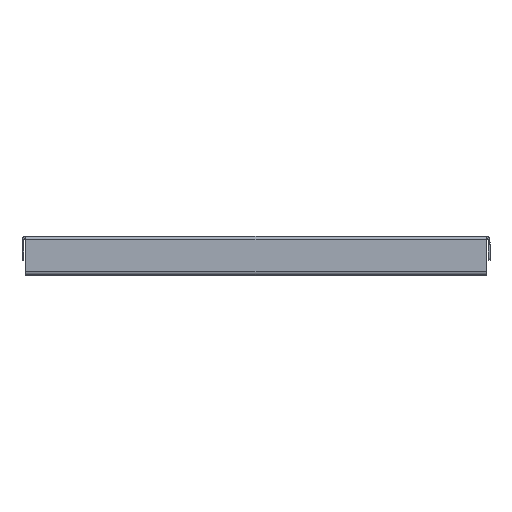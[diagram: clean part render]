
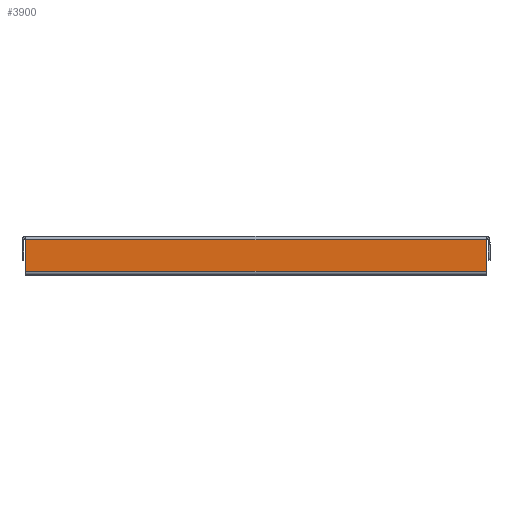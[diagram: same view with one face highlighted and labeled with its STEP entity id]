
A CAD part, top view. The second image highlights one B-rep face of the part: STEP entity #3900.
In plain terms, the highlighted planar face has unit normal (0, 0, 1).
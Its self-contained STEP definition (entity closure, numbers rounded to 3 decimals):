
#611 = LINE ( 'NONE', #2850, #5817 ) ;
#629 = CARTESIAN_POINT ( 'NONE',  ( 196., -30., 199. ) ) ;
#639 = DIRECTION ( 'NONE',  ( -1., 0., 0. ) ) ;
#856 = ORIENTED_EDGE ( 'NONE', *, *, #1855, .T. ) ;
#1023 = ORIENTED_EDGE ( 'NONE', *, *, #4223, .F. ) ;
#1763 = CARTESIAN_POINT ( 'NONE',  ( -196., -30., 199. ) ) ;
#1855 = EDGE_CURVE ( 'NONE', #1913, #2200, #4232, .T. ) ;
#1913 = VERTEX_POINT ( 'NONE', #5402 ) ;
#2005 = DIRECTION ( 'NONE',  ( -1., 0., 0. ) ) ;
#2127 = VECTOR ( 'NONE', #639, 1000. ) ;
#2200 = VERTEX_POINT ( 'NONE', #5314 ) ;
#2528 = VERTEX_POINT ( 'NONE', #1763 ) ;
#2783 = ORIENTED_EDGE ( 'NONE', *, *, #6828, .F. ) ;
#2850 = CARTESIAN_POINT ( 'NONE',  ( -196., -1.5, 199. ) ) ;
#3043 = FACE_OUTER_BOUND ( 'NONE', #4828, .T. ) ;
#3432 = CARTESIAN_POINT ( 'NONE',  ( 0., -3., 199. ) ) ;
#3479 = DIRECTION ( 'NONE',  ( 0., 0., 1. ) ) ;
#3507 = LINE ( 'NONE', #3907, #4440 ) ;
#3900 = ADVANCED_FACE ( 'NONE', ( #3043 ), #4595, .T. ) ;
#3907 = CARTESIAN_POINT ( 'NONE',  ( 196., -30., 199. ) ) ;
#4182 = CARTESIAN_POINT ( 'NONE',  ( -196., -30., 199. ) ) ;
#4223 = EDGE_CURVE ( 'NONE', #2528, #2200, #611, .T. ) ;
#4232 = LINE ( 'NONE', #3432, #2127 ) ;
#4440 = VECTOR ( 'NONE', #6714, 1000. ) ;
#4589 = VECTOR ( 'NONE', #2005, 1000. ) ;
#4595 = PLANE ( 'NONE',  #5596 ) ;
#4828 = EDGE_LOOP ( 'NONE', ( #6289, #856, #1023, #2783 ) ) ;
#5066 = DIRECTION ( 'NONE',  ( 0., 1., 0. ) ) ;
#5221 = CARTESIAN_POINT ( 'NONE',  ( 0., 0., 199. ) ) ;
#5314 = CARTESIAN_POINT ( 'NONE',  ( -196., -3., 199. ) ) ;
#5402 = CARTESIAN_POINT ( 'NONE',  ( 196., -3., 199. ) ) ;
#5596 = AXIS2_PLACEMENT_3D ( 'NONE', #5221, #3479, #6920 ) ;
#5772 = EDGE_CURVE ( 'NONE', #1913, #6724, #3507, .T. ) ;
#5817 = VECTOR ( 'NONE', #5066, 1000. ) ;
#5936 = LINE ( 'NONE', #4182, #4589 ) ;
#6289 = ORIENTED_EDGE ( 'NONE', *, *, #5772, .F. ) ;
#6714 = DIRECTION ( 'NONE',  ( 0., -1., 0. ) ) ;
#6724 = VERTEX_POINT ( 'NONE', #629 ) ;
#6828 = EDGE_CURVE ( 'NONE', #6724, #2528, #5936, .T. ) ;
#6920 = DIRECTION ( 'NONE',  ( 0., -1., 0. ) ) ;
